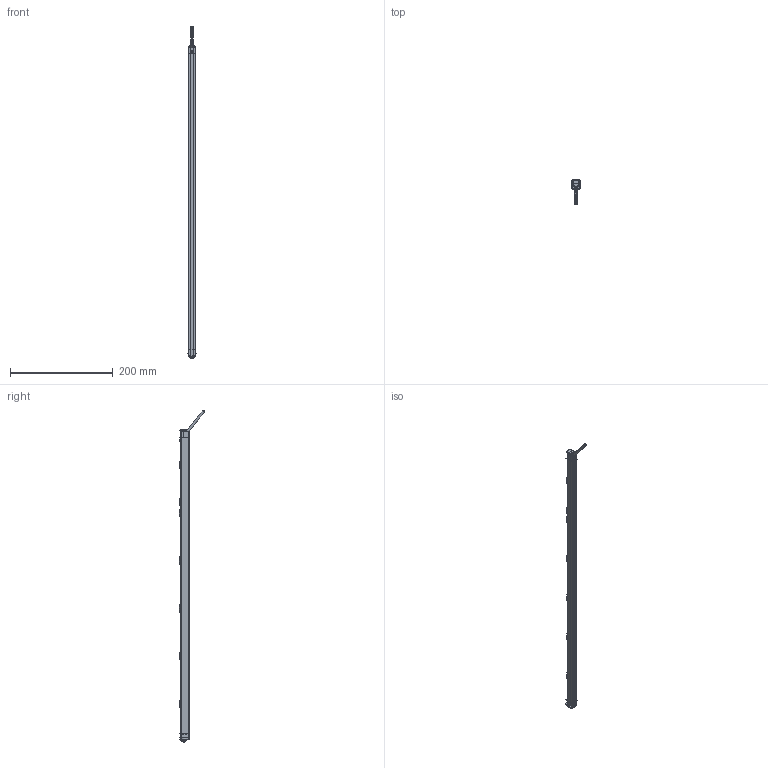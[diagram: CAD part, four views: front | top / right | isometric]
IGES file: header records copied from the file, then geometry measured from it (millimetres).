
Start section:  PTC IGES file: 217052.igs
Global section: file name: 217052.igs; native system: Creo Parametric by PTC Inc.; preprocessor: 2019292; author: PDMAdmin; organization: Unknown; date: 20200526.131049; units: millimetre
Bounding box: 15.6 x 50.25 x 646.21 mm (x, y, z)
Volume: 52752.6 mm3; surface area: 363093.3 mm2
Topology: 22 solids, 24 shells, 2964 faces, 17071 edges, 22876 vertices
Faces by surface type: bspline 1992, revolution 948, extrusion 24
